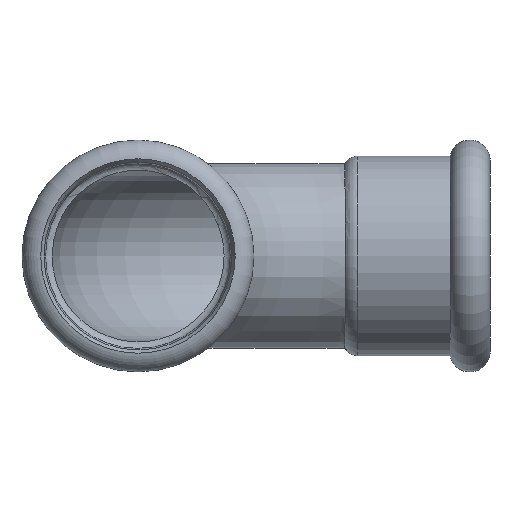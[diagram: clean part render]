
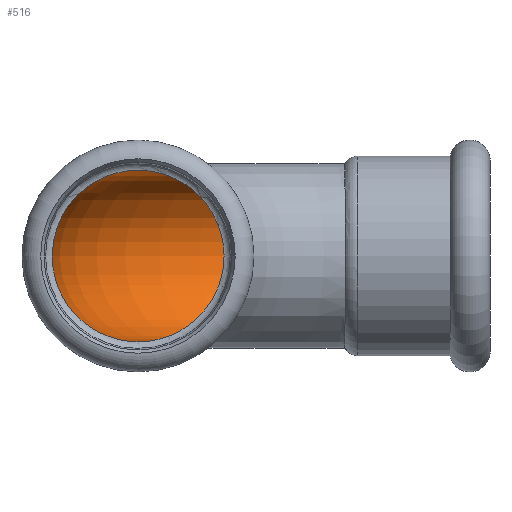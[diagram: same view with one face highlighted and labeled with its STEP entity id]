
A CAD part, front view. The second image highlights one B-rep face of the part: STEP entity #516.
In plain terms, the highlighted toroidal (fillet/blend) face has major radius 50 mm and minor radius 19.5 mm.
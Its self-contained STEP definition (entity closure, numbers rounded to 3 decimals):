
#20=B_SPLINE_CURVE_WITH_KNOTS('',3,(#964,#965,#966,#967,#968,#969,#970,
#971,#972,#973,#974,#975),.UNSPECIFIED.,.F.,.F.,(4,2,2,2,2,4),(3.07,
3.81,4.574,5.337,6.099,6.148),
 .UNSPECIFIED.);
#21=B_SPLINE_CURVE_WITH_KNOTS('',3,(#977,#978,#979,#980,#981,#982,#983,
#984,#985,#986,#987,#988,#989,#990,#991,#992,#993,#994,#995,#996),
 .UNSPECIFIED.,.F.,.F.,(4,2,2,2,2,2,2,2,2,4),(6.148,6.859,
7.62,8.382,9.145,9.908,10.67,
11.432,11.863,12.294),.UNSPECIFIED.);
#22=B_SPLINE_CURVE_WITH_KNOTS('',3,(#997,#998,#999,#1000,#1001,#1002,#1003,
#1004,#1005,#1006,#1007,#1008),.UNSPECIFIED.,.F.,.F.,(4,2,2,2,2,4),(0.,
0.761,1.523,2.285,3.047,3.07),
 .UNSPECIFIED.);
#26=B_SPLINE_CURVE_WITH_KNOTS('',3,(#1088,#1089,#1090,#1091,#1092,#1093,
#1094,#1095,#1096,#1097,#1098,#1099),.UNSPECIFIED.,.F.,.F.,(4,2,2,2,2,4),
(0.,0.761,1.523,2.285,3.047,
3.07),.UNSPECIFIED.);
#27=B_SPLINE_CURVE_WITH_KNOTS('',3,(#1101,#1102,#1103,#1104,#1105,#1106,
#1107,#1108,#1109,#1110,#1111,#1112,#1113,#1114,#1115,#1116,#1117,#1118,
#1119,#1120),.UNSPECIFIED.,.F.,.F.,(4,2,2,2,2,2,2,2,2,4),(6.148,
6.859,7.62,8.382,9.145,9.908,
10.67,11.432,11.863,12.294),
 .UNSPECIFIED.);
#28=B_SPLINE_CURVE_WITH_KNOTS('',3,(#1121,#1122,#1123,#1124,#1125,#1126,
#1127,#1128,#1129,#1130,#1131,#1132),.UNSPECIFIED.,.F.,.F.,(4,2,2,2,2,4),
(3.07,3.81,4.574,5.337,6.099,
6.148),.UNSPECIFIED.);
#74=FACE_OUTER_BOUND('',#96,.T.);
#96=EDGE_LOOP('',(#448,#449,#450,#451,#452,#453,#454,#455));
#160=CIRCLE('',#618,30.5);
#208=VERTEX_POINT('',#961);
#209=VERTEX_POINT('',#963);
#210=VERTEX_POINT('',#976);
#222=VERTEX_POINT('',#1085);
#223=VERTEX_POINT('',#1087);
#224=VERTEX_POINT('',#1100);
#282=EDGE_CURVE('',#208,#209,#20,.T.);
#283=EDGE_CURVE('',#209,#210,#21,.T.);
#284=EDGE_CURVE('',#210,#208,#22,.T.);
#301=EDGE_CURVE('',#223,#222,#26,.T.);
#302=EDGE_CURVE('',#224,#223,#27,.T.);
#303=EDGE_CURVE('',#222,#224,#28,.T.);
#307=EDGE_CURVE('',#209,#224,#160,.T.);
#448=ORIENTED_EDGE('',*,*,#284,.F.);
#449=ORIENTED_EDGE('',*,*,#283,.F.);
#450=ORIENTED_EDGE('',*,*,#307,.T.);
#451=ORIENTED_EDGE('',*,*,#302,.T.);
#452=ORIENTED_EDGE('',*,*,#301,.T.);
#453=ORIENTED_EDGE('',*,*,#303,.T.);
#454=ORIENTED_EDGE('',*,*,#307,.F.);
#455=ORIENTED_EDGE('',*,*,#282,.F.);
#497=TOROIDAL_SURFACE('',#617,50.,19.5);
#516=ADVANCED_FACE('',(#74),#497,.F.);
#617=AXIS2_PLACEMENT_3D('',#1138,#788,#789);
#618=AXIS2_PLACEMENT_3D('',#1139,#790,#791);
#788=DIRECTION('center_axis',(0.,0.,
-1.));
#789=DIRECTION('ref_axis',(-1.,0.,0.));
#790=DIRECTION('center_axis',(0.,0.,
-1.));
#791=DIRECTION('ref_axis',(-1.,0.,0.));
#961=CARTESIAN_POINT('',(-80.,-48.023,19.5));
#963=CARTESIAN_POINT('',(-60.437,-48.033,0.));
#964=CARTESIAN_POINT('Ctrl Pts',(-80.,-48.023,19.5));
#965=CARTESIAN_POINT('Ctrl Pts',(-77.532,-48.023,19.505));
#966=CARTESIAN_POINT('Ctrl Pts',(-75.084,-48.024,19.042));
#967=CARTESIAN_POINT('Ctrl Pts',(-70.42,-48.026,17.2));
#968=CARTESIAN_POINT('Ctrl Pts',(-68.257,-48.027,15.812));
#969=CARTESIAN_POINT('Ctrl Pts',(-64.588,-48.03,12.285));
#970=CARTESIAN_POINT('Ctrl Pts',(-63.116,-48.031,10.18));
#971=CARTESIAN_POINT('Ctrl Pts',(-61.066,-48.033,5.527));
#972=CARTESIAN_POINT('Ctrl Pts',(-60.506,-48.033,3.026));
#973=CARTESIAN_POINT('Ctrl Pts',(-60.439,-48.033,0.325));
#974=CARTESIAN_POINT('Ctrl Pts',(-60.437,-48.033,0.162));
#975=CARTESIAN_POINT('Ctrl Pts',(-60.437,-48.033,0.));
#976=CARTESIAN_POINT('',(-99.472,-48.019,0.));
#977=CARTESIAN_POINT('Ctrl Pts',(-60.437,-48.033,0.));
#978=CARTESIAN_POINT('Ctrl Pts',(-60.437,-48.033,-2.368));
#979=CARTESIAN_POINT('Ctrl Pts',(-60.869,-48.033,-4.718));
#980=CARTESIAN_POINT('Ctrl Pts',(-62.616,-48.031,-9.302));
#981=CARTESIAN_POINT('Ctrl Pts',(-63.973,-48.03,-11.472));
#982=CARTESIAN_POINT('Ctrl Pts',(-67.443,-48.028,-15.176));
#983=CARTESIAN_POINT('Ctrl Pts',(-69.525,-48.027,-16.673));
#984=CARTESIAN_POINT('Ctrl Pts',(-74.148,-48.025,-18.788));
#985=CARTESIAN_POINT('Ctrl Pts',(-76.646,-48.024,-19.384));
#986=CARTESIAN_POINT('Ctrl Pts',(-81.729,-48.022,-19.585));
#987=CARTESIAN_POINT('Ctrl Pts',(-84.265,-48.021,-19.189));
#988=CARTESIAN_POINT('Ctrl Pts',(-89.041,-48.02,-17.446));
#989=CARTESIAN_POINT('Ctrl Pts',(-91.235,-48.02,-16.117));
#990=CARTESIAN_POINT('Ctrl Pts',(-94.989,-48.019,-12.693));
#991=CARTESIAN_POINT('Ctrl Pts',(-96.513,-48.019,-10.632));
#992=CARTESIAN_POINT('Ctrl Pts',(-98.214,-48.019,-7.037));
#993=CARTESIAN_POINT('Ctrl Pts',(-98.683,-48.019,-5.674));
#994=CARTESIAN_POINT('Ctrl Pts',(-99.313,-48.019,-2.87));
#995=CARTESIAN_POINT('Ctrl Pts',(-99.472,-48.019,-1.437));
#996=CARTESIAN_POINT('Ctrl Pts',(-99.472,-48.019,0.));
#997=CARTESIAN_POINT('Ctrl Pts',(-99.472,-48.019,0.));
#998=CARTESIAN_POINT('Ctrl Pts',(-99.472,-48.019,2.538));
#999=CARTESIAN_POINT('Ctrl Pts',(-98.976,-48.019,5.052));
#1000=CARTESIAN_POINT('Ctrl Pts',(-97.049,-48.019,9.749));
#1001=CARTESIAN_POINT('Ctrl Pts',(-95.635,-48.019,11.887));
#1002=CARTESIAN_POINT('Ctrl Pts',(-92.068,-48.02,15.501));
#1003=CARTESIAN_POINT('Ctrl Pts',(-89.948,-48.02,16.943));
#1004=CARTESIAN_POINT('Ctrl Pts',(-85.273,-48.021,18.935));
#1005=CARTESIAN_POINT('Ctrl Pts',(-82.763,-48.022,19.464));
#1006=CARTESIAN_POINT('Ctrl Pts',(-80.148,-48.023,19.499));
#1007=CARTESIAN_POINT('Ctrl Pts',(-80.074,-48.023,19.5));
#1008=CARTESIAN_POINT('Ctrl Pts',(-80.,-48.023,19.5));
#1085=CARTESIAN_POINT('',(-31.977,0.,19.5));
#1087=CARTESIAN_POINT('',(-31.981,19.472,0.));
#1088=CARTESIAN_POINT('Ctrl Pts',(-31.981,19.472,0.));
#1089=CARTESIAN_POINT('Ctrl Pts',(-31.981,19.472,2.538));
#1090=CARTESIAN_POINT('Ctrl Pts',(-31.981,18.976,5.052));
#1091=CARTESIAN_POINT('Ctrl Pts',(-31.981,17.049,9.749));
#1092=CARTESIAN_POINT('Ctrl Pts',(-31.981,15.635,11.887));
#1093=CARTESIAN_POINT('Ctrl Pts',(-31.98,12.068,15.501));
#1094=CARTESIAN_POINT('Ctrl Pts',(-31.98,9.948,16.943));
#1095=CARTESIAN_POINT('Ctrl Pts',(-31.979,5.273,18.935));
#1096=CARTESIAN_POINT('Ctrl Pts',(-31.978,2.763,19.464));
#1097=CARTESIAN_POINT('Ctrl Pts',(-31.977,0.148,19.499));
#1098=CARTESIAN_POINT('Ctrl Pts',(-31.977,0.074,
19.5));
#1099=CARTESIAN_POINT('Ctrl Pts',(-31.977,0.,
19.5));
#1100=CARTESIAN_POINT('',(-31.967,-19.563,0.));
#1101=CARTESIAN_POINT('Ctrl Pts',(-31.967,-19.563,0.));
#1102=CARTESIAN_POINT('Ctrl Pts',(-31.967,-19.563,-2.368));
#1103=CARTESIAN_POINT('Ctrl Pts',(-31.967,-19.131,-4.718));
#1104=CARTESIAN_POINT('Ctrl Pts',(-31.969,-17.384,-9.302));
#1105=CARTESIAN_POINT('Ctrl Pts',(-31.97,-16.027,-11.472));
#1106=CARTESIAN_POINT('Ctrl Pts',(-31.972,-12.557,-15.176));
#1107=CARTESIAN_POINT('Ctrl Pts',(-31.973,-10.475,-16.673));
#1108=CARTESIAN_POINT('Ctrl Pts',(-31.975,-5.852,-18.788));
#1109=CARTESIAN_POINT('Ctrl Pts',(-31.976,-3.354,-19.384));
#1110=CARTESIAN_POINT('Ctrl Pts',(-31.978,1.729,-19.585));
#1111=CARTESIAN_POINT('Ctrl Pts',(-31.979,4.265,-19.189));
#1112=CARTESIAN_POINT('Ctrl Pts',(-31.98,9.041,-17.446));
#1113=CARTESIAN_POINT('Ctrl Pts',(-31.98,11.235,-16.117));
#1114=CARTESIAN_POINT('Ctrl Pts',(-31.981,14.989,-12.693));
#1115=CARTESIAN_POINT('Ctrl Pts',(-31.981,16.513,-10.632));
#1116=CARTESIAN_POINT('Ctrl Pts',(-31.981,18.214,-7.037));
#1117=CARTESIAN_POINT('Ctrl Pts',(-31.981,18.683,-5.674));
#1118=CARTESIAN_POINT('Ctrl Pts',(-31.981,19.313,-2.87));
#1119=CARTESIAN_POINT('Ctrl Pts',(-31.981,19.472,-1.437));
#1120=CARTESIAN_POINT('Ctrl Pts',(-31.981,19.472,0.));
#1121=CARTESIAN_POINT('Ctrl Pts',(-31.977,0.,
19.5));
#1122=CARTESIAN_POINT('Ctrl Pts',(-31.977,-2.468,19.505));
#1123=CARTESIAN_POINT('Ctrl Pts',(-31.976,-4.916,19.042));
#1124=CARTESIAN_POINT('Ctrl Pts',(-31.974,-9.58,17.2));
#1125=CARTESIAN_POINT('Ctrl Pts',(-31.973,-11.743,15.812));
#1126=CARTESIAN_POINT('Ctrl Pts',(-31.97,-15.412,12.285));
#1127=CARTESIAN_POINT('Ctrl Pts',(-31.969,-16.884,10.18));
#1128=CARTESIAN_POINT('Ctrl Pts',(-31.967,-18.934,5.527));
#1129=CARTESIAN_POINT('Ctrl Pts',(-31.967,-19.494,3.026));
#1130=CARTESIAN_POINT('Ctrl Pts',(-31.967,-19.561,0.325));
#1131=CARTESIAN_POINT('Ctrl Pts',(-31.967,-19.563,0.162));
#1132=CARTESIAN_POINT('Ctrl Pts',(-31.967,-19.563,0.));
#1138=CARTESIAN_POINT('Origin',(-30.,-50.,0.));
#1139=CARTESIAN_POINT('Origin',(-30.,-50.,0.));
